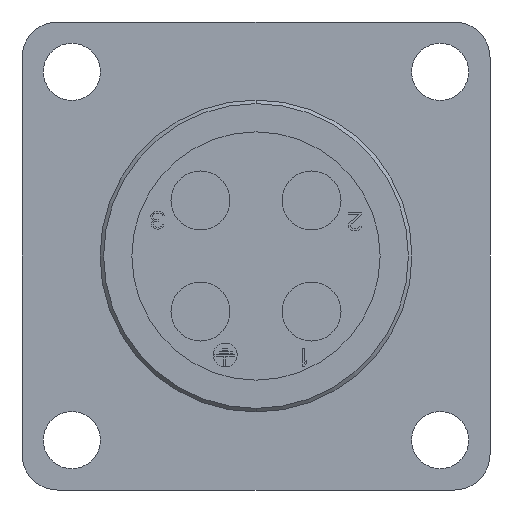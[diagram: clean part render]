
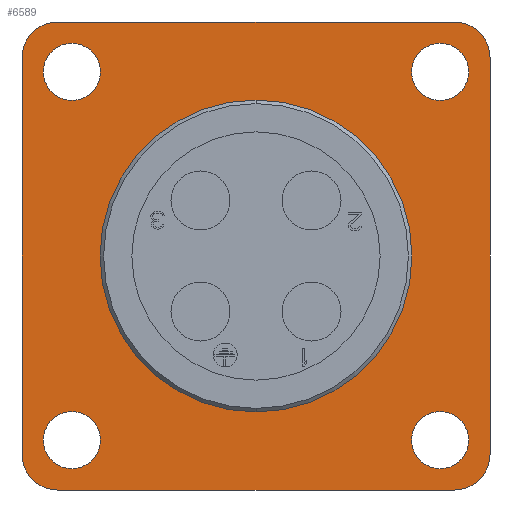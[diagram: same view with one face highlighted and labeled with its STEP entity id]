
A CAD part, front view. The second image highlights one B-rep face of the part: STEP entity #6589.
In plain terms, the highlighted planar face has unit normal (0, -1, 0).
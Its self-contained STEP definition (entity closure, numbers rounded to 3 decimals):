
#830=CARTESIAN_POINT('',(11.1,-2.3,11.1));
#831=DIRECTION('',(0.,-1.,0.));
#832=DIRECTION('',(1.,0.,0.));
#833=AXIS2_PLACEMENT_3D('',#830,#831,#832);
#848=CARTESIAN_POINT('',(11.1,-2.3,-11.1));
#849=DIRECTION('',(0.,-1.,0.));
#850=DIRECTION('',(0.,0.,-1.));
#851=AXIS2_PLACEMENT_3D('',#848,#849,#850);
#866=CARTESIAN_POINT('',(-11.1,-2.3,-11.1));
#867=DIRECTION('',(0.,-1.,0.));
#868=DIRECTION('',(-1.,0.,0.));
#869=AXIS2_PLACEMENT_3D('',#866,#867,#868);
#884=CARTESIAN_POINT('',(-11.1,-2.3,11.1));
#885=DIRECTION('',(0.,-1.,0.));
#886=DIRECTION('',(0.,0.,1.));
#887=AXIS2_PLACEMENT_3D('',#884,#885,#886);
#898=DIRECTION('',(0.,0.,1.));
#899=VECTOR('',#898,22.2);
#900=CARTESIAN_POINT('',(13.1,-2.3,-11.1));
#901=LINE('',#900,#899);
#902=DIRECTION('',(1.,0.,0.));
#903=VECTOR('',#902,22.2);
#904=CARTESIAN_POINT('',(-11.1,-2.3,-13.1));
#905=LINE('',#904,#903);
#906=DIRECTION('',(0.,0.,-1.));
#907=VECTOR('',#906,22.2);
#908=CARTESIAN_POINT('',(-13.1,-2.3,11.1));
#909=LINE('',#908,#907);
#910=DIRECTION('',(-1.,0.,0.));
#911=VECTOR('',#910,22.2);
#912=CARTESIAN_POINT('',(11.1,-2.3,13.1));
#913=LINE('',#912,#911);
#914=CARTESIAN_POINT('',(-10.31,-2.3,-10.31));
#915=DIRECTION('',(0.,1.,0.));
#916=DIRECTION('',(1.,0.,0.));
#917=AXIS2_PLACEMENT_3D('',#914,#915,#916);
#919=CARTESIAN_POINT('',(-10.31,-2.3,-10.31));
#920=DIRECTION('',(0.,1.,0.));
#921=DIRECTION('',(-1.,0.,0.));
#922=AXIS2_PLACEMENT_3D('',#919,#920,#921);
#924=CARTESIAN_POINT('',(10.31,-2.3,-10.31));
#925=DIRECTION('',(0.,1.,0.));
#926=DIRECTION('',(1.,0.,0.));
#927=AXIS2_PLACEMENT_3D('',#924,#925,#926);
#929=CARTESIAN_POINT('',(10.31,-2.3,-10.31));
#930=DIRECTION('',(0.,1.,0.));
#931=DIRECTION('',(-1.,0.,0.));
#932=AXIS2_PLACEMENT_3D('',#929,#930,#931);
#934=CARTESIAN_POINT('',(10.31,-2.3,10.31));
#935=DIRECTION('',(0.,1.,0.));
#936=DIRECTION('',(1.,0.,0.));
#937=AXIS2_PLACEMENT_3D('',#934,#935,#936);
#939=CARTESIAN_POINT('',(10.31,-2.3,10.31));
#940=DIRECTION('',(0.,1.,0.));
#941=DIRECTION('',(-1.,0.,0.));
#942=AXIS2_PLACEMENT_3D('',#939,#940,#941);
#944=CARTESIAN_POINT('',(-10.31,-2.3,10.31));
#945=DIRECTION('',(0.,1.,0.));
#946=DIRECTION('',(1.,0.,0.));
#947=AXIS2_PLACEMENT_3D('',#944,#945,#946);
#949=CARTESIAN_POINT('',(-10.31,-2.3,10.31));
#950=DIRECTION('',(0.,1.,0.));
#951=DIRECTION('',(-1.,0.,0.));
#952=AXIS2_PLACEMENT_3D('',#949,#950,#951);
#954=CARTESIAN_POINT('',(0.,-2.3,0.));
#955=DIRECTION('',(0.,-1.,0.));
#956=DIRECTION('',(0.,0.,-1.));
#957=AXIS2_PLACEMENT_3D('',#954,#955,#956);
#959=CARTESIAN_POINT('',(0.,-2.3,0.));
#960=DIRECTION('',(0.,-1.,0.));
#961=DIRECTION('',(0.,0.,1.));
#962=AXIS2_PLACEMENT_3D('',#959,#960,#961);
#4441=CARTESIAN_POINT('',(0.,-2.3,-8.731));
#4442=CARTESIAN_POINT('',(0.,-2.3,8.731));
#4443=VERTEX_POINT('',#4441);
#4444=VERTEX_POINT('',#4442);
#4449=CARTESIAN_POINT('',(13.1,-2.3,11.1));
#4451=VERTEX_POINT('',#4449);
#4453=CARTESIAN_POINT('',(11.1,-2.3,13.1));
#4454=VERTEX_POINT('',#4453);
#4457=CARTESIAN_POINT('',(-11.1,-2.3,13.1));
#4459=VERTEX_POINT('',#4457);
#4461=CARTESIAN_POINT('',(-13.1,-2.3,11.1));
#4462=VERTEX_POINT('',#4461);
#4465=CARTESIAN_POINT('',(-13.1,-2.3,-11.1));
#4467=VERTEX_POINT('',#4465);
#4469=CARTESIAN_POINT('',(-11.1,-2.3,-13.1));
#4470=VERTEX_POINT('',#4469);
#4473=CARTESIAN_POINT('',(11.1,-2.3,-13.1));
#4475=VERTEX_POINT('',#4473);
#4477=CARTESIAN_POINT('',(13.1,-2.3,-11.1));
#4478=VERTEX_POINT('',#4477);
#4497=CARTESIAN_POINT('',(-8.71,-2.3,-10.31));
#4498=CARTESIAN_POINT('',(-11.91,-2.3,-10.31));
#4499=VERTEX_POINT('',#4497);
#4500=VERTEX_POINT('',#4498);
#4501=CARTESIAN_POINT('',(11.91,-2.3,-10.31));
#4502=CARTESIAN_POINT('',(8.71,-2.3,-10.31));
#4503=VERTEX_POINT('',#4501);
#4504=VERTEX_POINT('',#4502);
#4505=CARTESIAN_POINT('',(11.91,-2.3,10.31));
#4506=CARTESIAN_POINT('',(8.71,-2.3,10.31));
#4507=VERTEX_POINT('',#4505);
#4508=VERTEX_POINT('',#4506);
#4509=CARTESIAN_POINT('',(-8.71,-2.3,10.31));
#4510=CARTESIAN_POINT('',(-11.91,-2.3,10.31));
#4511=VERTEX_POINT('',#4509);
#4512=VERTEX_POINT('',#4510);
#6544=CARTESIAN_POINT('',(0.,-2.3,0.));
#6545=DIRECTION('',(0.,-1.,0.));
#6546=DIRECTION('',(0.,0.,-1.));
#6547=AXIS2_PLACEMENT_3D('',#6544,#6545,#6546);
#6548=PLANE('',#6547);
#6549=ORIENTED_EDGE('',*,*,#6439,.F.);
#6550=ORIENTED_EDGE('',*,*,#6456,.F.);
#6551=ORIENTED_EDGE('',*,*,#6468,.F.);
#6552=ORIENTED_EDGE('',*,*,#6482,.F.);
#6553=ORIENTED_EDGE('',*,*,#6496,.F.);
#6554=ORIENTED_EDGE('',*,*,#6510,.F.);
#6555=ORIENTED_EDGE('',*,*,#6524,.F.);
#6556=ORIENTED_EDGE('',*,*,#6537,.F.);
#6557=EDGE_LOOP('',(#6549,#6550,#6551,#6552,#6553,#6554,#6555,#6556));
#6558=FACE_OUTER_BOUND('',#6557,.F.);
#6560=ORIENTED_EDGE('',*,*,#6559,.F.);
#6562=ORIENTED_EDGE('',*,*,#6561,.F.);
#6563=EDGE_LOOP('',(#6560,#6562));
#6564=FACE_BOUND('',#6563,.F.);
#6566=ORIENTED_EDGE('',*,*,#6565,.F.);
#6568=ORIENTED_EDGE('',*,*,#6567,.F.);
#6569=EDGE_LOOP('',(#6566,#6568));
#6570=FACE_BOUND('',#6569,.F.);
#6572=ORIENTED_EDGE('',*,*,#6571,.F.);
#6574=ORIENTED_EDGE('',*,*,#6573,.F.);
#6575=EDGE_LOOP('',(#6572,#6574));
#6576=FACE_BOUND('',#6575,.F.);
#6578=ORIENTED_EDGE('',*,*,#6577,.F.);
#6580=ORIENTED_EDGE('',*,*,#6579,.F.);
#6581=EDGE_LOOP('',(#6578,#6580));
#6582=FACE_BOUND('',#6581,.F.);
#6584=ORIENTED_EDGE('',*,*,#6583,.T.);
#6586=ORIENTED_EDGE('',*,*,#6585,.T.);
#6587=EDGE_LOOP('',(#6584,#6586));
#6588=FACE_BOUND('',#6587,.F.);
#6589=ADVANCED_FACE('',(#6558,#6564,#6570,#6576,#6582,#6588),#6548,.T.);
#834=CIRCLE('',#833,2.);
#852=CIRCLE('',#851,2.);
#870=CIRCLE('',#869,2.);
#888=CIRCLE('',#887,2.);
#918=CIRCLE('',#917,1.6);
#923=CIRCLE('',#922,1.6);
#928=CIRCLE('',#927,1.6);
#933=CIRCLE('',#932,1.6);
#938=CIRCLE('',#937,1.6);
#943=CIRCLE('',#942,1.6);
#948=CIRCLE('',#947,1.6);
#953=CIRCLE('',#952,1.6);
#958=CIRCLE('',#957,8.731);
#963=CIRCLE('',#962,8.731);
#6439=EDGE_CURVE('',#4451,#4454,#834,.T.);
#6456=EDGE_CURVE('',#4478,#4451,#901,.T.);
#6468=EDGE_CURVE('',#4475,#4478,#852,.T.);
#6482=EDGE_CURVE('',#4470,#4475,#905,.T.);
#6496=EDGE_CURVE('',#4467,#4470,#870,.T.);
#6510=EDGE_CURVE('',#4462,#4467,#909,.T.);
#6524=EDGE_CURVE('',#4459,#4462,#888,.T.);
#6537=EDGE_CURVE('',#4454,#4459,#913,.T.);
#6559=EDGE_CURVE('',#4499,#4500,#918,.T.);
#6561=EDGE_CURVE('',#4500,#4499,#923,.T.);
#6565=EDGE_CURVE('',#4503,#4504,#928,.T.);
#6567=EDGE_CURVE('',#4504,#4503,#933,.T.);
#6571=EDGE_CURVE('',#4507,#4508,#938,.T.);
#6573=EDGE_CURVE('',#4508,#4507,#943,.T.);
#6577=EDGE_CURVE('',#4511,#4512,#948,.T.);
#6579=EDGE_CURVE('',#4512,#4511,#953,.T.);
#6583=EDGE_CURVE('',#4443,#4444,#958,.T.);
#6585=EDGE_CURVE('',#4444,#4443,#963,.T.);
